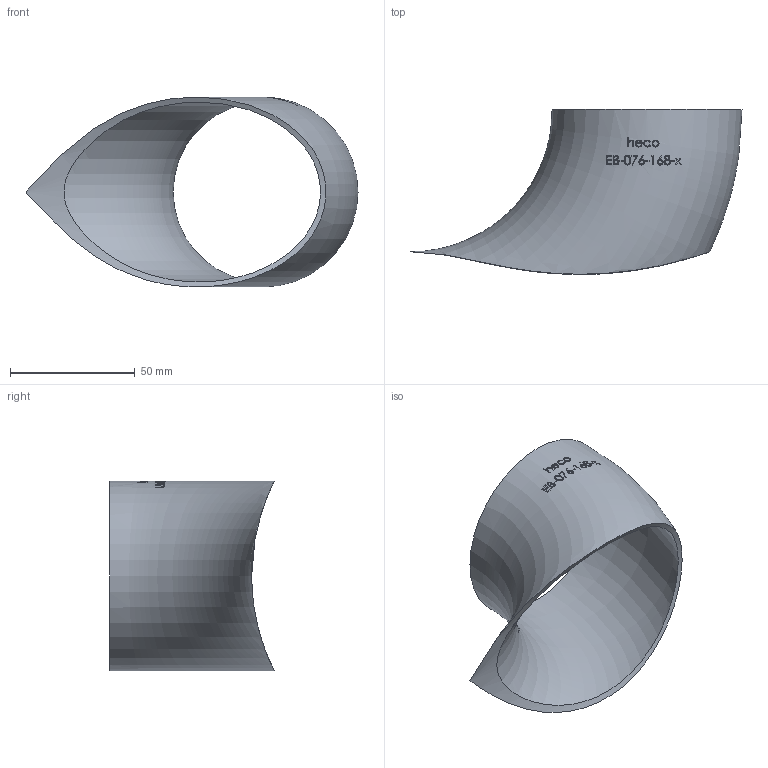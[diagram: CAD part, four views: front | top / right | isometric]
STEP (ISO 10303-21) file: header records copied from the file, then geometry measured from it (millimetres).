
FILE_DESCRIPTION (( 'STEP AP214' ), '1' );
FILE_NAME ('EB-076-168-x Einschweißbogen 1901.STEP', '2019-01-11T09:03:58', ( '' ), ( '' ), 'SwSTEP 2.0', 'SolidWorks 2016', '' );
FILE_SCHEMA (( 'AUTOMOTIVE_DESIGN' ));
Length unit declared in the file: millimetre
Products named in the file (1): EB-076-168-x Einschweißbogen 1901
Bounding box: 133.05 x 66.04 x 76.11 mm (x, y, z)
Volume: 32729 mm3; surface area: 34249.4 mm2
Topology: 1 solids, 1 shells, 195 faces, 512 edges, 342 vertices
Faces by surface type: bspline 88, plane 77, torus 29, cylinder 1
Entity records: 11545 total; most frequent: CARTESIAN_POINT 5729, ORIENTED_EDGE 992, EDGE_CURVE 496, DIRECTION 380, VERTEX_POINT 332, B_SPLINE_CURVE_WITH_KNOTS 330, EDGE_LOOP 222, FACE_OUTER_BOUND 195
